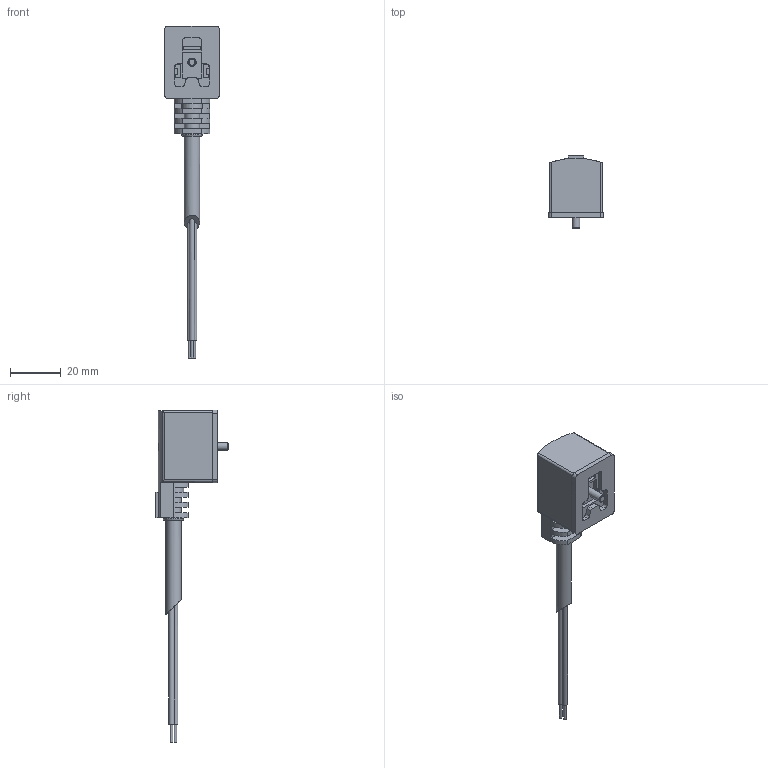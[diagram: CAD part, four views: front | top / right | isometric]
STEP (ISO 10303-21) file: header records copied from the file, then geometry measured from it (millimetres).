
FILE_DESCRIPTION(/* description */ ('STEP AP214'),/* implementation_level */ '2;1');
FILE_NAME(/* name */ '30939_KMV-1-24DC-25-LED',/* time_stamp */ '2024-08-29T17:48:15+02:00',/* author */ ('License CC BY-ND 4.0'),/* organization */ ('CADENAS'),/* preprocessor_version */ 'ST-DEVELOPER v19.3',/* originating_system */ 'PARTsolutions',/* authorisation */ ' ');
FILE_SCHEMA (('AUTOMOTIVE_DESIGN {1 0 10303 214 3 1 1}'));
Length unit declared in the file: millimetre
Products named in the file (1): 30939 KMV-1-24DC-2,5-LED
Bounding box: 21.5 x 28.5 x 130.25 mm (x, y, z)
Volume: 15682.2 mm3; surface area: 6793.4 mm2
Topology: 1 solids, 1 shells, 142 faces, 368 edges, 245 vertices
Faces by surface type: plane 95, cylinder 44, sphere 1, torus 1, cone 1
Full cylindrical faces by diameter (mm): 1 x3, 3 x1, 3.2 x1, 5.6 x1, 6 x2, 8 x1
Entity records: 5304 total; most frequent: CARTESIAN_POINT 760, DIRECTION 747, ORIENTED_EDGE 706, EDGE_CURVE 353, AXIS2_PLACEMENT_3D 256, VERTEX_POINT 242, LINE 235, VECTOR 235
